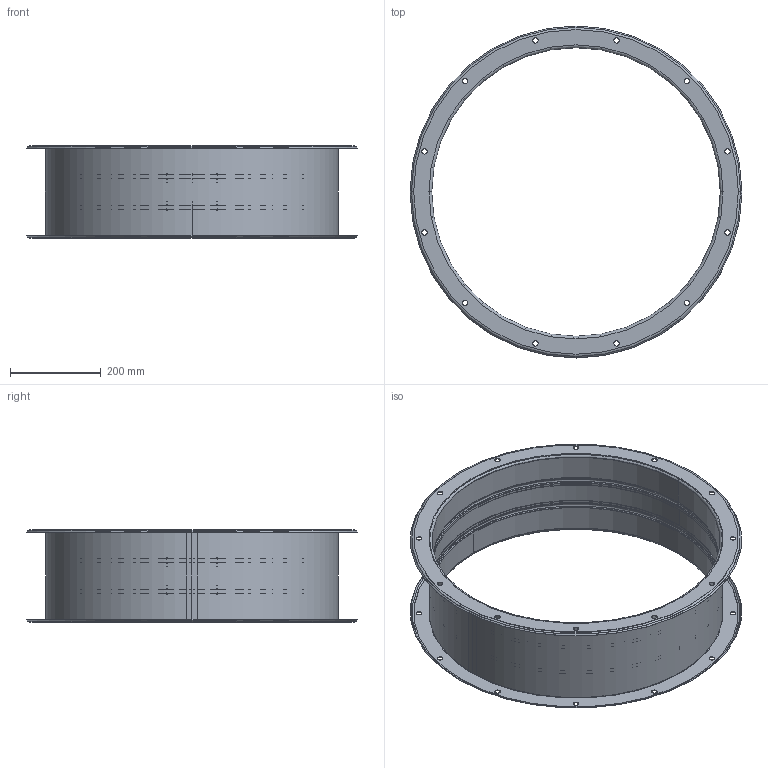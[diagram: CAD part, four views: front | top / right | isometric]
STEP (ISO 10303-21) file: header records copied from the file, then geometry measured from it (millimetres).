
FILE_DESCRIPTION (( 'STEP AP203' ), '1' );
FILE_NAME ('1SU5630_CCga 63.STEP', '2022-02-18T12:12:37', ( '' ), ( '' ), 'SwSTEP 2.0', 'SolidWorks 2018', '' );
FILE_SCHEMA (( 'CONFIG_CONTROL_DESIGN' ));
Length unit declared in the file: millimetre
Products named in the file (3): B746C_8BO1563-8BO1564-8BO1566_Flangia con collare CCFC 63; C263C_Fascia per giunto antivibrante STD_5FA1069 - Fascia per giunto antivibrante STD CC 630; 1SU5630_CCga 63
Assembly tree (3 placements, depth 2):
  1SU5630_CCga 63
    B746C_8BO1563-8BO1564-8BO1566_Flangia con collare CCFC 63  x2
    C263C_Fascia per giunto antivibrante STD_5FA1069 - Fascia per giunto antivibrante STD CC 630
Bounding box: 730 x 730 x 203 mm (x, y, z)
Volume: 979303.3 mm3; surface area: 1857967.1 mm2
Topology: 3 solids, 3 shells, 131 faces, 313 edges, 190 vertices
Faces by surface type: cylinder 69, torus 40, cone 12, plane 10
Entity records: 2458 total; most frequent: DIRECTION 437, CARTESIAN_POINT 345, ORIENTED_EDGE 334, AXIS2_PLACEMENT_3D 194, EDGE_CURVE 167, CIRCLE 118, VERTEX_POINT 102, EDGE_LOOP 99
